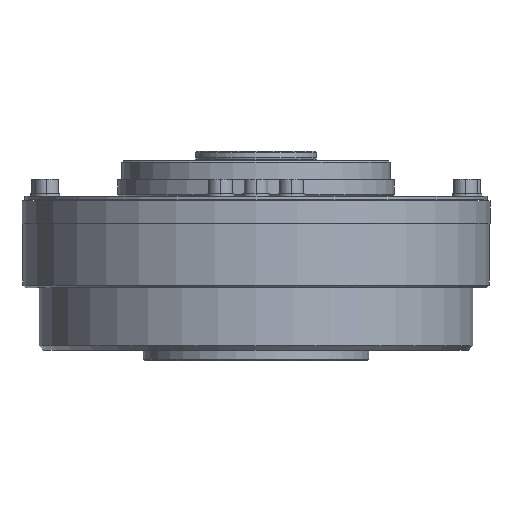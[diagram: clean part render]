
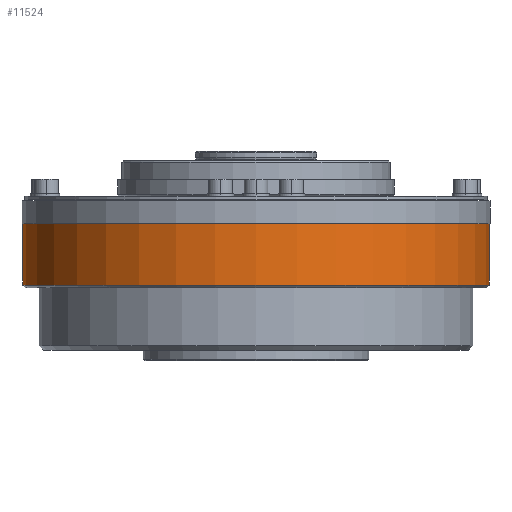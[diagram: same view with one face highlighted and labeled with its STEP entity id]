
A CAD part, front view. The second image highlights one B-rep face of the part: STEP entity #11524.
In plain terms, the highlighted cylindrical face has radius 157.5 mm (diameter 315 mm), a partial arc.
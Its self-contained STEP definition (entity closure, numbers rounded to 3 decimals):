
#1317 = EDGE_CURVE ( 'NONE', #11884, #11883, #15707, .T. ) ;
#9611 = DIRECTION ( 'NONE',  ( 0., 0., -1. ) ) ;
#9621 = CARTESIAN_POINT ( 'NONE',  ( 157.5, 0., 92.6 ) ) ;
#9623 = VECTOR ( 'NONE', #9611, 1000. ) ;
#9638 = CARTESIAN_POINT ( 'NONE',  ( -157.5, 0., 92.6 ) ) ;
#9642 = LINE ( 'NONE', #9653, #9623 ) ;
#9653 = CARTESIAN_POINT ( 'NONE',  ( 157.5, 0., 0. ) ) ;
#9675 = CARTESIAN_POINT ( 'NONE',  ( -157.5, 0., 51.1 ) ) ;
#9691 = CARTESIAN_POINT ( 'NONE',  ( 157.5, 0., 51.1 ) ) ;
#9801 = DIRECTION ( 'NONE',  ( 0., 0., -1. ) ) ;
#9802 = VECTOR ( 'NONE', #9801, 1000. ) ;
#9803 = CARTESIAN_POINT ( 'NONE',  ( -157.5, 0., 0. ) ) ;
#9804 = LINE ( 'NONE', #9803, #9802 ) ;
#11380 = ORIENTED_EDGE ( 'NONE', *, *, #11381, .F. ) ;
#11381 = EDGE_CURVE ( 'NONE', #11922, #11919, #18262, .T. ) ;
#11524 = ADVANCED_FACE ( 'NONE', ( #18364 ), #18400, .T. ) ;
#11525 = EDGE_LOOP ( 'NONE', ( #11526, #11527, #11528, #11380 ) ) ;
#11526 = ORIENTED_EDGE ( 'NONE', *, *, #11886, .F. ) ;
#11527 = ORIENTED_EDGE ( 'NONE', *, *, #1317, .T. ) ;
#11528 = ORIENTED_EDGE ( 'NONE', *, *, #11979, .T. ) ;
#11883 = VERTEX_POINT ( 'NONE', #9638 ) ;
#11884 = VERTEX_POINT ( 'NONE', #9621 ) ;
#11886 = EDGE_CURVE ( 'NONE', #11884, #11922, #9642, .T. ) ;
#11919 = VERTEX_POINT ( 'NONE', #9675 ) ;
#11922 = VERTEX_POINT ( 'NONE', #9691 ) ;
#11979 = EDGE_CURVE ( 'NONE', #11883, #11919, #9804, .T. ) ;
#15704 = DIRECTION ( 'NONE',  ( 1., 0., 0. ) ) ;
#15705 = DIRECTION ( 'NONE',  ( 0., 0., -1. ) ) ;
#15706 = AXIS2_PLACEMENT_3D ( 'NONE', #15764, #15705, #15704 ) ;
#15707 = CIRCLE ( 'NONE', #15706, 157.5 ) ;
#15764 = CARTESIAN_POINT ( 'NONE',  ( 0., 0., 92.6 ) ) ;
#18258 = AXIS2_PLACEMENT_3D ( 'NONE', #18282, #18281, #18296 ) ;
#18262 = CIRCLE ( 'NONE', #18258, 157.5 ) ;
#18281 = DIRECTION ( 'NONE',  ( 0., 0., -1. ) ) ;
#18282 = CARTESIAN_POINT ( 'NONE',  ( 0., 0., 51.1 ) ) ;
#18296 = DIRECTION ( 'NONE',  ( -1., 0., 0. ) ) ;
#18364 = FACE_OUTER_BOUND ( 'NONE', #11525, .T. ) ;
#18397 = DIRECTION ( 'NONE',  ( 0., 0., -1. ) ) ;
#18398 = AXIS2_PLACEMENT_3D ( 'NONE', #18399, #18397, #18514 ) ;
#18399 = CARTESIAN_POINT ( 'NONE',  ( 0., 0., 0. ) ) ;
#18400 = CYLINDRICAL_SURFACE ( 'NONE', #18398, 157.5 ) ;
#18514 = DIRECTION ( 'NONE',  ( -1., 0., 0. ) ) ;
